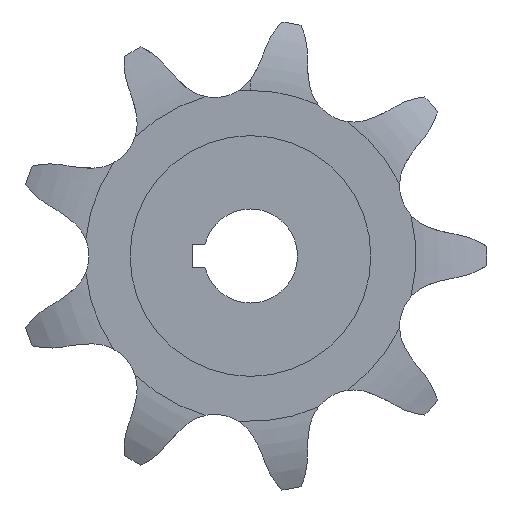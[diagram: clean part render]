
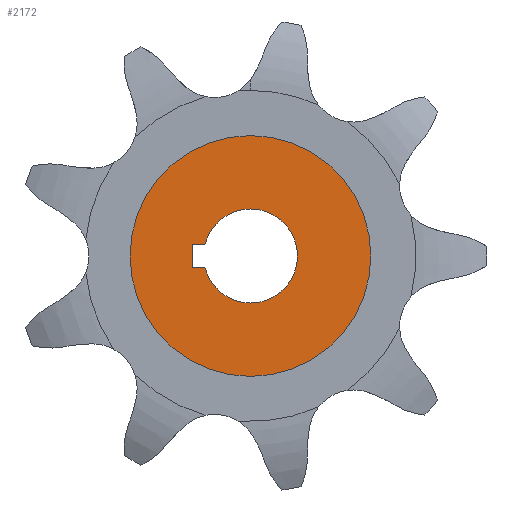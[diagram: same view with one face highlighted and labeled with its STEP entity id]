
A CAD part, left-side view. The second image highlights one B-rep face of the part: STEP entity #2172.
In plain terms, the highlighted planar face has unit normal (-1, 0, 0).
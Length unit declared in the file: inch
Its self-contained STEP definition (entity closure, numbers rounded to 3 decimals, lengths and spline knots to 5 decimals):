
#100 = CARTESIAN_POINT ( 'NONE',  ( -0.541, 0., 0. ) ) ;
#205 = DIRECTION ( 'NONE',  ( 0., 0., 1. ) ) ;
#206 = ORIENTED_EDGE ( 'NONE', *, *, #1177, .T. ) ;
#416 = EDGE_CURVE ( 'NONE', #2840, #3805, #2580, .T. ) ;
#529 = CIRCLE ( 'NONE', #1068, 0.6403 ) ;
#551 = ORIENTED_EDGE ( 'NONE', *, *, #416, .T. ) ;
#557 = FACE_OUTER_BOUND ( 'NONE', #2658, .T. ) ;
#561 = FACE_BOUND ( 'NONE', #2937, .T. ) ;
#632 = DIRECTION ( 'NONE',  ( 0., 0., 1. ) ) ;
#634 = DIRECTION ( 'NONE',  ( -1., 0., 0. ) ) ;
#636 = CARTESIAN_POINT ( 'NONE',  ( -0.541, 0., 0. ) ) ;
#813 = AXIS2_PLACEMENT_3D ( 'NONE', #3484, #3468, #3455 ) ;
#867 = DIRECTION ( 'NONE',  ( -1., 0., 0. ) ) ;
#868 = VERTEX_POINT ( 'NONE', #2087 ) ;
#927 = VERTEX_POINT ( 'NONE', #1500 ) ;
#1005 = CARTESIAN_POINT ( 'NONE',  ( -0.541, 0., 0.25 ) ) ;
#1068 = AXIS2_PLACEMENT_3D ( 'NONE', #2334, #867, #205 ) ;
#1170 = ORIENTED_EDGE ( 'NONE', *, *, #1410, .T. ) ;
#1177 = EDGE_CURVE ( 'NONE', #3308, #927, #1776, .T. ) ;
#1357 = CARTESIAN_POINT ( 'NONE',  ( -0.541, 0., -0.25 ) ) ;
#1372 = LINE ( 'NONE', #1515, #1376 ) ;
#1376 = VECTOR ( 'NONE', #3687, 39.37008 ) ;
#1410 = EDGE_CURVE ( 'NONE', #868, #2840, #1474, .T. ) ;
#1411 = DIRECTION ( 'NONE',  ( 0., 0., 1. ) ) ;
#1438 = CARTESIAN_POINT ( 'NONE',  ( -0.541, 0.31, 0. ) ) ;
#1439 = EDGE_CURVE ( 'NONE', #3087, #2881, #1372, .T. ) ;
#1474 = CIRCLE ( 'NONE', #1778, 0.25 ) ;
#1500 = CARTESIAN_POINT ( 'NONE',  ( -0.541, 0., 0.6403 ) ) ;
#1515 = CARTESIAN_POINT ( 'NONE',  ( -0.541, 0., -0.0625 ) ) ;
#1529 = DIRECTION ( 'NONE',  ( 1., 0., 0. ) ) ;
#1659 = CARTESIAN_POINT ( 'NONE',  ( -0.541, 0., 0. ) ) ;
#1668 = CARTESIAN_POINT ( 'NONE',  ( -0.541, 0., 0.0625 ) ) ;
#1725 = ORIENTED_EDGE ( 'NONE', *, *, #3240, .T. ) ;
#1776 = CIRCLE ( 'NONE', #2318, 0.6403 ) ;
#1778 = AXIS2_PLACEMENT_3D ( 'NONE', #3386, #1529, #2688 ) ;
#1976 = DIRECTION ( 'NONE',  ( 0., 0., 1. ) ) ;
#2004 = CARTESIAN_POINT ( 'NONE',  ( -0.541, 0., -0.6403 ) ) ;
#2087 = CARTESIAN_POINT ( 'NONE',  ( -0.541, 0.24206, 0.0625 ) ) ;
#2172 = ADVANCED_FACE ( 'NONE', ( #557, #561 ), #3790, .T. ) ;
#2190 = EDGE_CURVE ( 'NONE', #927, #3308, #529, .T. ) ;
#2260 = ORIENTED_EDGE ( 'NONE', *, *, #1439, .T. ) ;
#2298 = DIRECTION ( 'NONE',  ( 0., -1., 0. ) ) ;
#2318 = AXIS2_PLACEMENT_3D ( 'NONE', #636, #634, #632 ) ;
#2334 = CARTESIAN_POINT ( 'NONE',  ( -0.541, 0., 0. ) ) ;
#2361 = ORIENTED_EDGE ( 'NONE', *, *, #2848, .T. ) ;
#2486 = LINE ( 'NONE', #1668, #2491 ) ;
#2491 = VECTOR ( 'NONE', #2298, 39.37008 ) ;
#2556 = AXIS2_PLACEMENT_3D ( 'NONE', #1659, #3828, #1976 ) ;
#2580 = CIRCLE ( 'NONE', #813, 0.25 ) ;
#2641 = CARTESIAN_POINT ( 'NONE',  ( -0.541, 0.31, -0.0625 ) ) ;
#2658 = EDGE_LOOP ( 'NONE', ( #206, #3121 ) ) ;
#2688 = DIRECTION ( 'NONE',  ( 0., 0., 1. ) ) ;
#2799 = ORIENTED_EDGE ( 'NONE', *, *, #3803, .T. ) ;
#2840 = VERTEX_POINT ( 'NONE', #1005 ) ;
#2848 = EDGE_CURVE ( 'NONE', #2881, #3493, #3601, .T. ) ;
#2881 = VERTEX_POINT ( 'NONE', #2641 ) ;
#2917 = DIRECTION ( 'NONE',  ( 0., 0., 1. ) ) ;
#2931 = CARTESIAN_POINT ( 'NONE',  ( -0.541, 0.24206, -0.0625 ) ) ;
#2937 = EDGE_LOOP ( 'NONE', ( #1170, #551, #1725, #2260, #2361, #2799 ) ) ;
#2972 = DIRECTION ( 'NONE',  ( -1., 0., 0. ) ) ;
#3087 = VERTEX_POINT ( 'NONE', #2931 ) ;
#3121 = ORIENTED_EDGE ( 'NONE', *, *, #2190, .T. ) ;
#3213 = CIRCLE ( 'NONE', #2556, 0.25 ) ;
#3240 = EDGE_CURVE ( 'NONE', #3805, #3087, #3213, .T. ) ;
#3308 = VERTEX_POINT ( 'NONE', #2004 ) ;
#3386 = CARTESIAN_POINT ( 'NONE',  ( -0.541, 0., 0. ) ) ;
#3455 = DIRECTION ( 'NONE',  ( 0., 0., 1. ) ) ;
#3468 = DIRECTION ( 'NONE',  ( 1., 0., 0. ) ) ;
#3484 = CARTESIAN_POINT ( 'NONE',  ( -0.541, 0., 0. ) ) ;
#3493 = VERTEX_POINT ( 'NONE', #3645 ) ;
#3592 = VECTOR ( 'NONE', #2917, 39.37008 ) ;
#3601 = LINE ( 'NONE', #1438, #3592 ) ;
#3645 = CARTESIAN_POINT ( 'NONE',  ( -0.541, 0.31, 0.0625 ) ) ;
#3687 = DIRECTION ( 'NONE',  ( 0., 1., 0. ) ) ;
#3790 = PLANE ( 'NONE',  #3858 ) ;
#3803 = EDGE_CURVE ( 'NONE', #3493, #868, #2486, .T. ) ;
#3805 = VERTEX_POINT ( 'NONE', #1357 ) ;
#3828 = DIRECTION ( 'NONE',  ( 1., 0., 0. ) ) ;
#3858 = AXIS2_PLACEMENT_3D ( 'NONE', #100, #2972, #1411 ) ;
